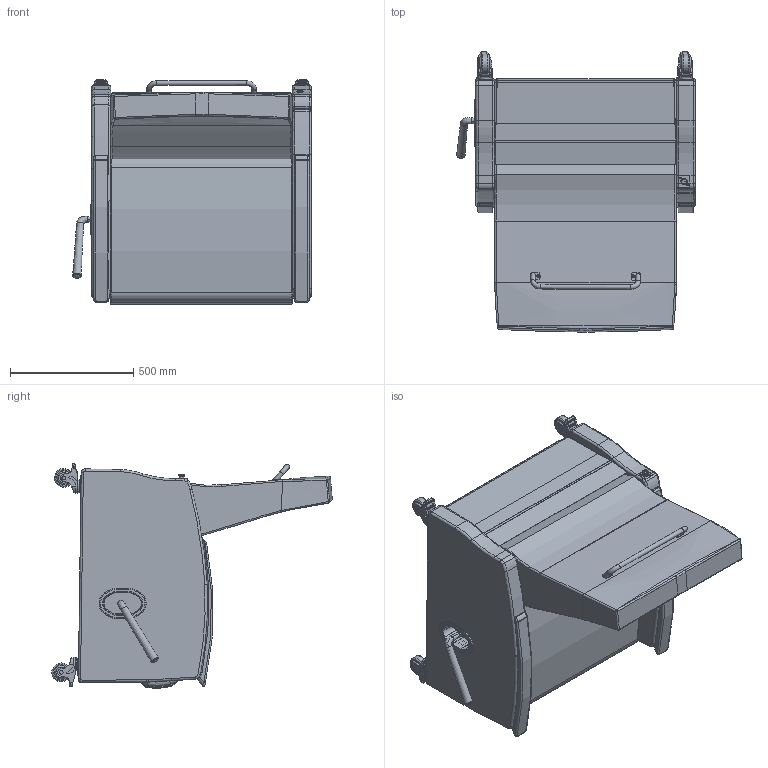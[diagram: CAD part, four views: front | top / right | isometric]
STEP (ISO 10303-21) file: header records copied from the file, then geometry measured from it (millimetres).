
FILE_DESCRIPTION(/* description */ (''),/* implementation_level */ '2;1');
FILE_NAME(/* name */ 'EBC1067W.stp',/* time_stamp */ '2017-09-13T14:32:33-04:00',/* author */ ('emehringer'),/* organization */ (''),/* preprocessor_version */ 'ST-DEVELOPER v16.5',/* originating_system */ 'Autodesk Inventor 2017',/* authorisation */ '');
FILE_SCHEMA (('AUTOMOTIVE_DESIGN { 1 0 10303 214 3 1 1 }'));
Products named in the file (36): EBC1067U-W-J; 5030 UKP; 7030 USEAT; 5030 UKO; BEZEL-1; HDL 3000 BLK; HDL 3000 BLKPLASTIC; HDL 3000 BLK METAL; E1010-1 ACARM L; E1067-1 LARM R; FD400-2 R; CAST COL 4inSLB; _NG-03AMP-125-TL-TP01_fork; _TP01_Next Generation Series_0; _NG-03QDP-125-SW-TP01_rivet; _NG-03AMP-125-TL-TP01_wheel_core; _NG-03AMP-125-TL-TP01_wheel_tread; _NG-03AMP-125-TL-TP01_wheel_guard; _NG-03AMP-125-TL-TP01_wheel_tguard; _NG-03AMP-125-TL-TP01_cap; E1010-1 MAC BLK; E4030 UBACK FLAP; E4030 UBACK; HINGE 22 NEW (closed); HINGE 22 NEW; HINGE 22 NEW PIN; PLT 1060 FDL; PLT 1060 LO M; Knob and spring; 7000-2 CON PLT; PB3; PUSH BAR 17.625; PUSH BAR 17.625_1; PUSH BAR 17.625 right side; 1420X1.5 PSHPB; EC3017 WRAP
Assembly tree (42 placements, depth 4):
  EBC1067U-W-J
    5030 UKP
    7030 USEAT
    5030 UKO
    BEZEL-1
    HDL 3000 BLK
      HDL 3000 BLKPLASTIC
      HDL 3000 BLK METAL
    E1010-1 ACARM L
    E1067-1 LARM R
    FD400-2 R
    CAST COL 4inSLB  x4
      _NG-03AMP-125-TL-TP01_fork
      _TP01_Next Generation Series_0
      _NG-03QDP-125-SW-TP01_rivet
      _NG-03AMP-125-TL-TP01_wheel_core
      _NG-03AMP-125-TL-TP01_wheel_tread
      _NG-03AMP-125-TL-TP01_wheel_guard
      _NG-03AMP-125-TL-TP01_wheel_tguard
      _NG-03AMP-125-TL-TP01_cap
    E1010-1 MAC BLK  x2
    E4030 UBACK FLAP
    E4030 UBACK
    HINGE 22 NEW (closed)
      HINGE 22 NEW  x2
      HINGE 22 NEW PIN
    PLT 1060 FDL
    PLT 1060 LO M
    Knob and spring
    7000-2 CON PLT
    PB3
      PUSH BAR 17.625
        PUSH BAR 17.625_1
        PUSH BAR 17.625 right side
      1420X1.5 PSHPB  x2
    EC3017 WRAP
Bounding box: 966.95 x 1136.43 x 910.02 mm (x, y, z)
Volume: 221893699.7 mm3; surface area: 8342922.7 mm2
Topology: 60 solids, 175 shells, 1971 faces, 5195 edges, 3448 vertices
Faces by surface type: cylinder 799, plane 756, torus 214, bspline 113, cone 66, sphere 23
Full cylindrical faces by diameter (mm): 2.794 x1, 5.953 x1, 6.35 x2, 7.938 x2, 8.458 x2, 11.112 x8, 11.989 x4, 12.497 x2, 12.7 x1, 14.287 x1, 14.877 x4, 15.062 x4, 15.24 x8, 19.05 x3, 19.075 x5, 23.812 x1, 25.4 x4, 30.162 x1, 38.049 x4, 44.298 x4, 52.273 x4, 55.372 x8, 57.15 x8, 76.2 x4
Entity records: 52408 total; most frequent: CARTESIAN_POINT 21856, DIRECTION 6213, ORIENTED_EDGE 5708, EDGE_CURVE 3120, AXIS2_PLACEMENT_3D 2397, VERTEX_POINT 2167, LINE 1419, VECTOR 1419
